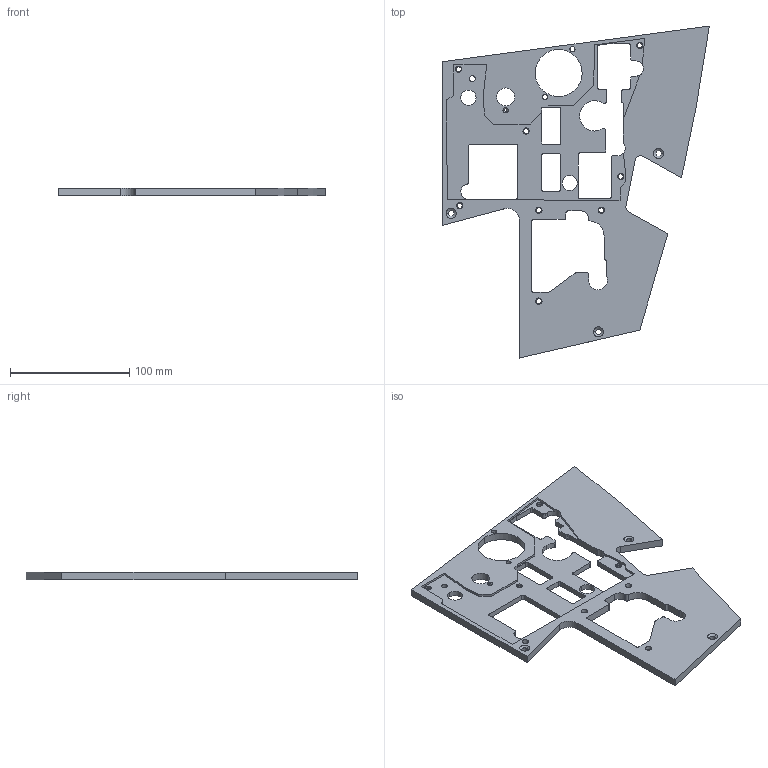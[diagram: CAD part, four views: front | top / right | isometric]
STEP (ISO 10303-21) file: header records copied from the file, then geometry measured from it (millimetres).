
FILE_DESCRIPTION (( 'STEP AP214' ), '1' );
FILE_NAME ('Left AUX Panel.STEP', '2021-07-07T05:35:26', ( '' ), ( '' ), 'SwSTEP 2.0', 'SolidWorks 2019', '' );
FILE_SCHEMA (( 'AUTOMOTIVE_DESIGN' ));
Length unit declared in the file: inch
Products named in the file (1): Left AUX Panel
Bounding box: 223.41 x 278.19 x 6.35 mm (x, y, z)
Volume: 167528.7 mm3; surface area: 72294.9 mm2
Topology: 1 solids, 1 shells, 207 faces, 586 edges, 388 vertices
Faces by surface type: cylinder 95, plane 86, cone 24, bspline 2
Entity records: 6981 total; most frequent: CARTESIAN_POINT 1252, DIRECTION 1227, ORIENTED_EDGE 1172, EDGE_CURVE 586, AXIS2_PLACEMENT_3D 439, VERTEX_POINT 388, VECTOR 349, LINE 349
